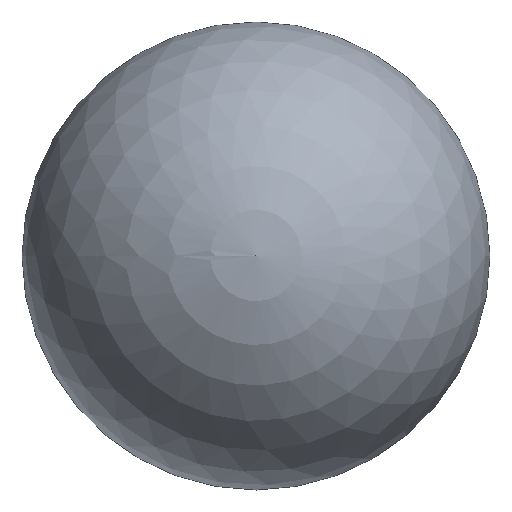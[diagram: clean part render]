
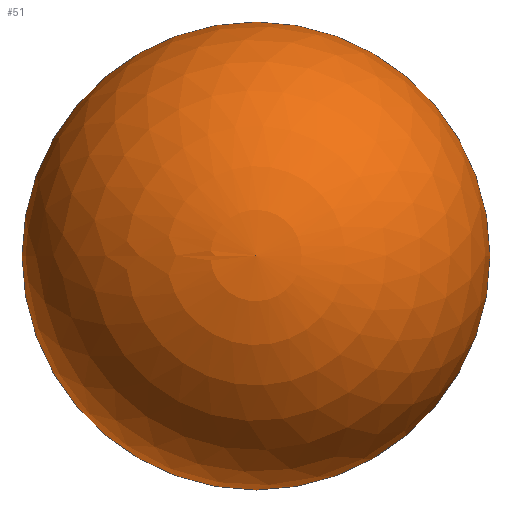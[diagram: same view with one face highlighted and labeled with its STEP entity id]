
A CAD part, top view. The second image highlights one B-rep face of the part: STEP entity #51.
In plain terms, the highlighted spherical face has radius 7.5 mm.
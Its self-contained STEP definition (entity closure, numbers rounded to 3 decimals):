
#15=SPHERICAL_SURFACE('',#71,7.5);
#19=FACE_OUTER_BOUND('',#22,.T.);
#22=EDGE_LOOP('',(#44,#45,#46,#47));
#26=CIRCLE('',#68,7.5);
#27=CIRCLE('',#69,7.5);
#28=CIRCLE('',#72,7.5);
#30=VERTEX_POINT('',#94);
#31=VERTEX_POINT('',#96);
#32=VERTEX_POINT('',#101);
#35=EDGE_CURVE('',#31,#30,#26,.T.);
#36=EDGE_CURVE('',#30,#31,#27,.T.);
#37=EDGE_CURVE('',#32,#31,#28,.T.);
#44=ORIENTED_EDGE('',*,*,#36,.T.);
#45=ORIENTED_EDGE('',*,*,#37,.F.);
#46=ORIENTED_EDGE('',*,*,#37,.T.);
#47=ORIENTED_EDGE('',*,*,#35,.T.);
#51=ADVANCED_FACE('',(#19),#15,.T.);
#68=AXIS2_PLACEMENT_3D('',#97,#80,#81);
#69=AXIS2_PLACEMENT_3D('',#98,#82,#83);
#71=AXIS2_PLACEMENT_3D('',#100,#86,#87);
#72=AXIS2_PLACEMENT_3D('',#102,#88,#89);
#80=DIRECTION('center_axis',(0.,0.,1.));
#81=DIRECTION('ref_axis',(0.,1.,0.));
#82=DIRECTION('center_axis',(0.,0.,1.));
#83=DIRECTION('ref_axis',(0.,1.,0.));
#86=DIRECTION('center_axis',(0.,0.,1.));
#87=DIRECTION('ref_axis',(1.,0.,0.));
#88=DIRECTION('center_axis',(0.,-1.,0.));
#89=DIRECTION('ref_axis',(-1.,0.,0.));
#94=CARTESIAN_POINT('',(0.,-7.5,0.));
#96=CARTESIAN_POINT('',(-7.5,0.,0.));
#97=CARTESIAN_POINT('Origin',(0.,0.,0.));
#98=CARTESIAN_POINT('Origin',(0.,0.,0.));
#100=CARTESIAN_POINT('Origin',(0.,0.,0.));
#101=CARTESIAN_POINT('',(0.,0.,7.5));
#102=CARTESIAN_POINT('Origin',(0.,0.,0.));
